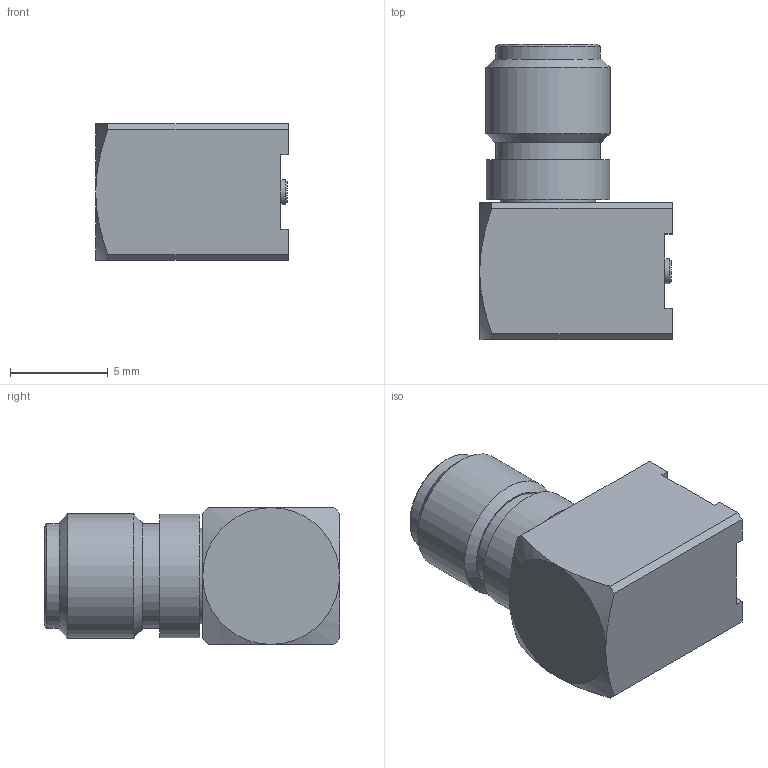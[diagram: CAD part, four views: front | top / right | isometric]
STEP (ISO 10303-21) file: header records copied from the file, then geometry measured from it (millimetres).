
FILE_DESCRIPTION(/* description */ ('STEP AP214'),/* implementation_level */ '2;1');
FILE_NAME(/* name */ 'SMA-J-P-GF-RA-SM1',/* time_stamp */ '2022-10-25T00:22:58+02:00',/* author */ ('License CC BY-ND 4.0'),/* organization */ ('CADENAS'),/* preprocessor_version */ 'ST-DEVELOPER v18.102',/* originating_system */ 'PARTsolutions',/* authorisation */ ' ');
FILE_SCHEMA (('AUTOMOTIVE_DESIGN {1 0 10303 214 3 1 1}'));
Length unit declared in the file: millimetre
Products named in the file (2): SMA-J-P-GF-RA-SM1
Assembly tree (1 placements, depth 2):
  SMA-J-P-GF-RA-SM1
    SMA-J-P-GF-RA-SM1
Bounding box: 9.86 x 15.1 x 7 mm (x, y, z)
Volume: 663.6 mm3; surface area: 591.5 mm2
Topology: 1 solids, 1 shells, 56 faces, 119 edges, 77 vertices
Faces by surface type: plane 34, cylinder 13, cone 9
Full cylindrical faces by diameter (mm): 1.27 x2, 4.1 x1, 4.63 x1, 4.9 x1, 5.35 x2, 6.33 x1, 6.35 x1
Entity records: 1485 total; most frequent: CARTESIAN_POINT 274, DIRECTION 244, ORIENTED_EDGE 208, EDGE_CURVE 104, AXIS2_PLACEMENT_3D 94, EDGE_LOOP 82, FACE_BOUND 82, VERTEX_POINT 76
